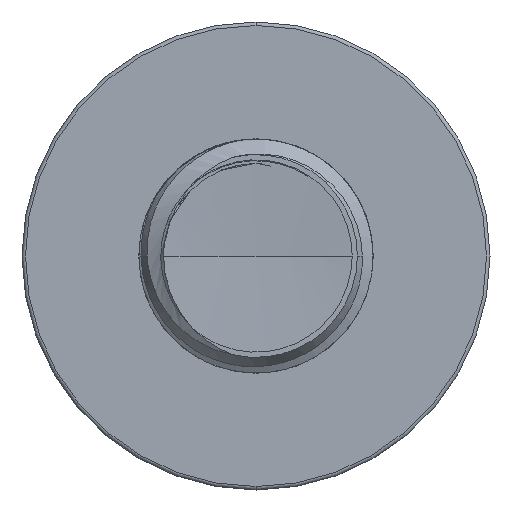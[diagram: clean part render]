
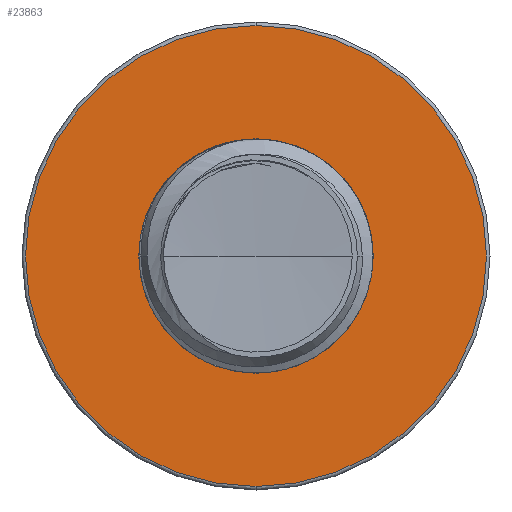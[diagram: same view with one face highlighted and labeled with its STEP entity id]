
A CAD part, front view. The second image highlights one B-rep face of the part: STEP entity #23863.
In plain terms, the highlighted planar face has unit normal (0, -1, 0).
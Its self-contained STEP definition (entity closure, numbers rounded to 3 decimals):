
#975 = DIRECTION ( 'NONE',  ( 0., -1., 0. ) ) ;
#1014 = CARTESIAN_POINT ( 'NONE',  ( 0., 15., 0. ) ) ;
#1116 = DIRECTION ( 'NONE',  ( 0., 0., -1. ) ) ;
#1968 = EDGE_CURVE ( 'NONE', #24589, #37479, #19023, .T. ) ;
#3348 = CARTESIAN_POINT ( 'NONE',  ( 0., 15., 0. ) ) ;
#3845 = EDGE_CURVE ( 'NONE', #37479, #24589, #27617, .T. ) ;
#4742 = FACE_BOUND ( 'NONE', #26258, .T. ) ;
#5412 = ORIENTED_EDGE ( 'NONE', *, *, #42952, .F. ) ;
#6202 = CIRCLE ( 'NONE', #20991, 1.754 ) ;
#6750 = DIRECTION ( 'NONE',  ( 0., 0., -1. ) ) ;
#10877 = DIRECTION ( 'NONE',  ( 0., -1., 0. ) ) ;
#12862 = AXIS2_PLACEMENT_3D ( 'NONE', #1014, #975, #1116 ) ;
#13982 = FACE_OUTER_BOUND ( 'NONE', #31862, .T. ) ;
#15855 = CARTESIAN_POINT ( 'NONE',  ( 0., 15., -1.754 ) ) ;
#17142 = CARTESIAN_POINT ( 'NONE',  ( 0., 15., 0. ) ) ;
#19023 = CIRCLE ( 'NONE', #32958, 3.447 ) ;
#19731 = VERTEX_POINT ( 'NONE', #22283 ) ;
#20648 = DIRECTION ( 'NONE',  ( 0., 0., -1. ) ) ;
#20991 = AXIS2_PLACEMENT_3D ( 'NONE', #17142, #40764, #20648 ) ;
#22283 = CARTESIAN_POINT ( 'NONE',  ( 0., 15., 1.754 ) ) ;
#22912 = ORIENTED_EDGE ( 'NONE', *, *, #3845, .T. ) ;
#23863 = ADVANCED_FACE ( 'NONE', ( #13982, #4742 ), #31468, .T. ) ;
#24589 = VERTEX_POINT ( 'NONE', #39593 ) ;
#24897 = VERTEX_POINT ( 'NONE', #15855 ) ;
#26258 = EDGE_LOOP ( 'NONE', ( #5412, #41673 ) ) ;
#27568 = DIRECTION ( 'NONE',  ( 0., -1., 0. ) ) ;
#27617 = CIRCLE ( 'NONE', #12862, 3.447 ) ;
#27787 = DIRECTION ( 'NONE',  ( 0., 0., -1. ) ) ;
#27790 = DIRECTION ( 'NONE',  ( 0., -1., 0. ) ) ;
#27844 = CARTESIAN_POINT ( 'NONE',  ( 0., 15., 0. ) ) ;
#31158 = AXIS2_PLACEMENT_3D ( 'NONE', #41016, #10877, #34815 ) ;
#31468 = PLANE ( 'NONE',  #31158 ) ;
#31862 = EDGE_LOOP ( 'NONE', ( #22912, #40679 ) ) ;
#32363 = AXIS2_PLACEMENT_3D ( 'NONE', #3348, #27568, #6750 ) ;
#32958 = AXIS2_PLACEMENT_3D ( 'NONE', #27844, #27790, #27787 ) ;
#32959 = CARTESIAN_POINT ( 'NONE',  ( 0., 15., -3.447 ) ) ;
#34815 = DIRECTION ( 'NONE',  ( 0., 0., -1. ) ) ;
#37479 = VERTEX_POINT ( 'NONE', #32959 ) ;
#39593 = CARTESIAN_POINT ( 'NONE',  ( 0., 15., 3.447 ) ) ;
#40679 = ORIENTED_EDGE ( 'NONE', *, *, #1968, .T. ) ;
#40764 = DIRECTION ( 'NONE',  ( 0., -1., 0. ) ) ;
#41016 = CARTESIAN_POINT ( 'NONE',  ( 0., 15., 1.754 ) ) ;
#41397 = CIRCLE ( 'NONE', #32363, 1.754 ) ;
#41673 = ORIENTED_EDGE ( 'NONE', *, *, #42827, .F. ) ;
#42827 = EDGE_CURVE ( 'NONE', #19731, #24897, #6202, .T. ) ;
#42952 = EDGE_CURVE ( 'NONE', #24897, #19731, #41397, .T. ) ;
